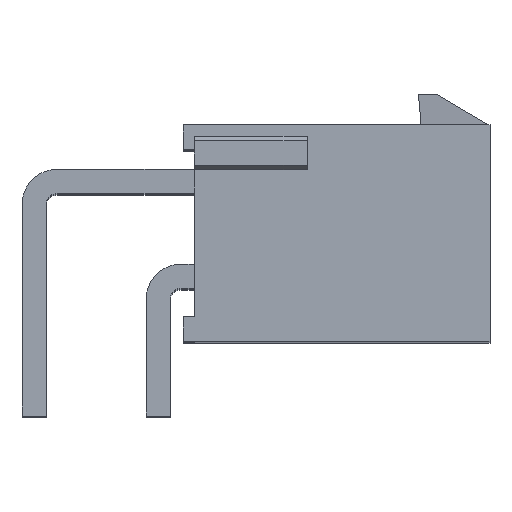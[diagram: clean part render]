
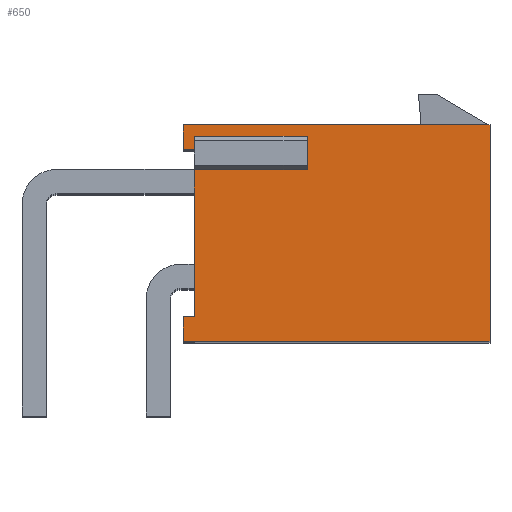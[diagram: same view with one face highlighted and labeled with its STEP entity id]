
A CAD part, top view. The second image highlights one B-rep face of the part: STEP entity #650.
In plain terms, the highlighted planar face has unit normal (0, 0, 1).
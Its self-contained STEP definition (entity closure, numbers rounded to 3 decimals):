
#650=ADVANCED_FACE('',(#1912),#1913,.T.);
#1912=FACE_OUTER_BOUND('',#3216,.T.);
#1913=PLANE('',#3217);
#3216=EDGE_LOOP('',(#7921,#7922,#7923,#7924,#7925,#7926,#7927,#7928,#7929,#7930,#7931,#7932));
#3217=AXIS2_PLACEMENT_3D('',#7933,#7934,#7935);
#7921=ORIENTED_EDGE('',*,*,#9821,.F.);
#7922=ORIENTED_EDGE('',*,*,#9822,.F.);
#7923=ORIENTED_EDGE('',*,*,#9823,.T.);
#7924=ORIENTED_EDGE('',*,*,#8457,.F.);
#7925=ORIENTED_EDGE('',*,*,#8643,.F.);
#7926=ORIENTED_EDGE('',*,*,#8363,.T.);
#7927=ORIENTED_EDGE('',*,*,#8417,.T.);
#7928=ORIENTED_EDGE('',*,*,#8680,.F.);
#7929=ORIENTED_EDGE('',*,*,#8668,.F.);
#7930=ORIENTED_EDGE('',*,*,#8367,.T.);
#7931=ORIENTED_EDGE('',*,*,#8620,.T.);
#7932=ORIENTED_EDGE('',*,*,#8461,.T.);
#7933=CARTESIAN_POINT('',(-6.8,4.8,25.8));
#7934=DIRECTION('',(0.0,0.0,1.0));
#7935=DIRECTION('',(1.0,0.0,0.0));
#8363=EDGE_CURVE('',#10145,#10142,#10146,.T.);
#8367=EDGE_CURVE('',#10153,#10150,#10154,.T.);
#8417=EDGE_CURVE('',#10142,#10238,#10240,.T.);
#8457=EDGE_CURVE('',#10304,#10306,#10307,.T.);
#8461=EDGE_CURVE('',#10314,#10312,#10315,.T.);
#8620=EDGE_CURVE('',#10150,#10314,#10610,.T.);
#8643=EDGE_CURVE('',#10145,#10304,#10633,.T.);
#8668=EDGE_CURVE('',#10153,#10661,#10662,.T.);
#8680=EDGE_CURVE('',#10661,#10238,#10680,.T.);
#9821=EDGE_CURVE('',#12547,#10312,#12548,.T.);
#9822=EDGE_CURVE('',#12549,#12547,#12550,.T.);
#9823=EDGE_CURVE('',#12549,#10306,#12551,.T.);
#10142=VERTEX_POINT('',#12810);
#10145=VERTEX_POINT('',#12814);
#10146=LINE('',#12815,#12816);
#10150=VERTEX_POINT('',#12822);
#10153=VERTEX_POINT('',#12826);
#10154=LINE('',#12827,#12828);
#10238=VERTEX_POINT('',#12960);
#10240=LINE('',#12963,#12964);
#10304=VERTEX_POINT('',#13066);
#10306=VERTEX_POINT('',#13069);
#10307=LINE('',#13070,#13071);
#10312=VERTEX_POINT('',#13078);
#10314=VERTEX_POINT('',#13081);
#10315=LINE('',#13082,#13083);
#10610=LINE('',#13536,#13537);
#10633=LINE('',#13582,#13583);
#10661=VERTEX_POINT('',#13635);
#10662=LINE('',#13636,#13637);
#10680=LINE('',#13666,#13667);
#12547=VERTEX_POINT('',#16576);
#12548=LINE('',#16577,#16578);
#12549=VERTEX_POINT('',#16579);
#12550=LINE('',#16580,#16581);
#12551=LINE('',#16582,#16583);
#12810=CARTESIAN_POINT('',(-6.8,-4.8,25.8));
#12814=CARTESIAN_POINT('',(-6.8,-3.7,25.8));
#12815=CARTESIAN_POINT('',(-6.8,-3.7,25.8));
#12816=VECTOR('',#16687,1.1);
#12822=CARTESIAN_POINT('',(-6.8,3.7,25.8));
#12826=CARTESIAN_POINT('',(-6.8,4.8,25.8));
#12827=CARTESIAN_POINT('',(-6.8,4.8,25.8));
#12828=VECTOR('',#16691,1.1);
#12960=CARTESIAN_POINT('',(6.8,-4.8,25.8));
#12963=CARTESIAN_POINT('',(-6.8,-4.8,25.8));
#12964=VECTOR('',#16741,13.6);
#13066=CARTESIAN_POINT('',(-6.3,-3.7,25.8));
#13069=CARTESIAN_POINT('',(-6.3,2.8,25.8));
#13070=CARTESIAN_POINT('',(-6.3,-3.7,25.8));
#13071=VECTOR('',#16781,6.5);
#13078=CARTESIAN_POINT('',(-6.3,4.3,25.8));
#13081=CARTESIAN_POINT('',(-6.3,3.7,25.8));
#13082=CARTESIAN_POINT('',(-6.3,3.7,25.8));
#13083=VECTOR('',#16785,0.6);
#13536=CARTESIAN_POINT('',(-6.8,3.7,25.8));
#13537=VECTOR('',#16944,0.5);
#13582=CARTESIAN_POINT('',(-6.8,-3.7,25.8));
#13583=VECTOR('',#16967,0.5);
#13635=CARTESIAN_POINT('',(6.8,4.8,25.8));
#13636=CARTESIAN_POINT('',(-6.8,4.8,25.8));
#13637=VECTOR('',#16992,13.6);
#13666=CARTESIAN_POINT('',(6.8,4.8,25.8));
#13667=VECTOR('',#17004,9.6);
#16576=CARTESIAN_POINT('',(-1.3,4.3,25.8));
#16577=CARTESIAN_POINT('',(-1.3,4.3,25.8));
#16578=VECTOR('',#18341,5.0);
#16579=CARTESIAN_POINT('',(-1.3,2.8,25.8));
#16580=CARTESIAN_POINT('',(-1.3,2.8,25.8));
#16581=VECTOR('',#18342,1.5);
#16582=CARTESIAN_POINT('',(-1.3,2.8,25.8));
#16583=VECTOR('',#18343,5.0);
#16687=DIRECTION('',(0.0,-1.0,0.0));
#16691=DIRECTION('',(0.0,-1.0,0.0));
#16741=DIRECTION('',(1.0,0.0,0.0));
#16781=DIRECTION('',(0.0,1.0,0.0));
#16785=DIRECTION('',(0.0,1.0,0.0));
#16944=DIRECTION('',(1.0,0.0,0.0));
#16967=DIRECTION('',(1.0,0.0,0.0));
#16992=DIRECTION('',(1.0,0.0,0.0));
#17004=DIRECTION('',(0.0,-1.0,0.0));
#18341=DIRECTION('',(-1.0,0.0,0.0));
#18342=DIRECTION('',(0.0,1.0,0.0));
#18343=DIRECTION('',(-1.0,0.0,0.0));
